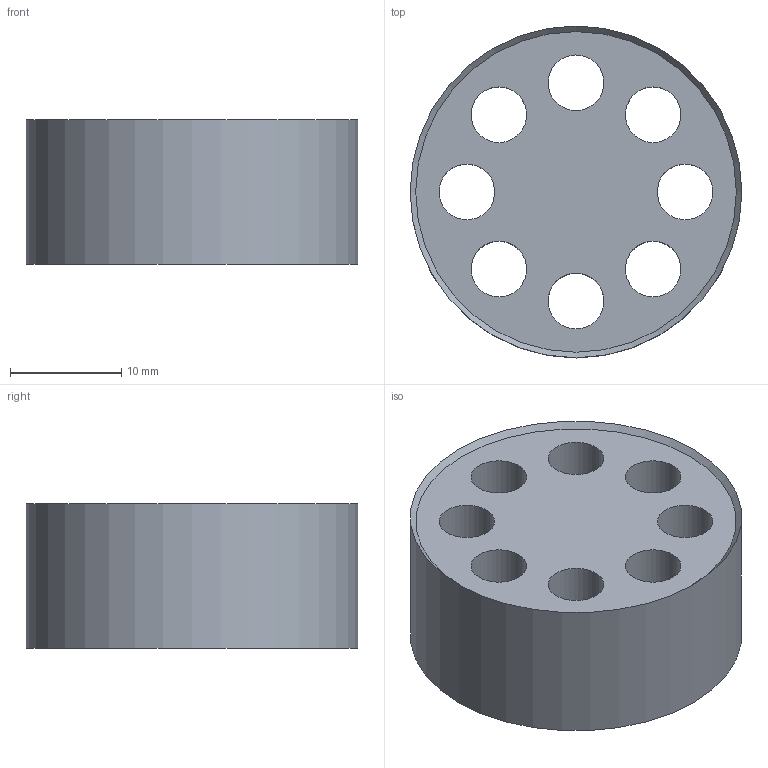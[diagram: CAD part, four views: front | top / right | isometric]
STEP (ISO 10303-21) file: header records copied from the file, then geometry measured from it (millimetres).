
FILE_DESCRIPTION(/* description */ ('Mehrfachdichteinsatz für Euro-Top D= 29,8mm; 8x5,0'),/* implementation_level */ '2;1');
FILE_NAME(/* name */ '05629850-RST.stp',/* time_stamp */ '2020-10-06T14:53:05+02:00',/* author */ ('sl'),/* organization */ (''),/* preprocessor_version */ 'ST-DEVELOPER v16.5',/* originating_system */ 'Autodesk Inventor 2017',/* authorisation */ '');
FILE_SCHEMA (('AUTOMOTIVE_DESIGN { 1 0 10303 214 3 1 1 }'));
Length unit declared in the file: millimetre
Products named in the file (1): 05629850
Bounding box: 29.8 x 29.8 x 13 mm (x, y, z)
Volume: 6766.4 mm3; surface area: 3887.7 mm2
Topology: 1 solids, 1 shells, 12 faces, 29 edges, 19 vertices
Faces by surface type: cylinder 9, plane 2, cone 1
Full cylindrical faces by diameter (mm): 5 x8, 29.8 x1
Entity records: 376 total; most frequent: DIRECTION 64, CARTESIAN_POINT 51, EDGE_LOOP 38, ORIENTED_EDGE 38, AXIS2_PLACEMENT_3D 32, FACE_BOUND 26, CIRCLE 19, VERTEX_POINT 19
